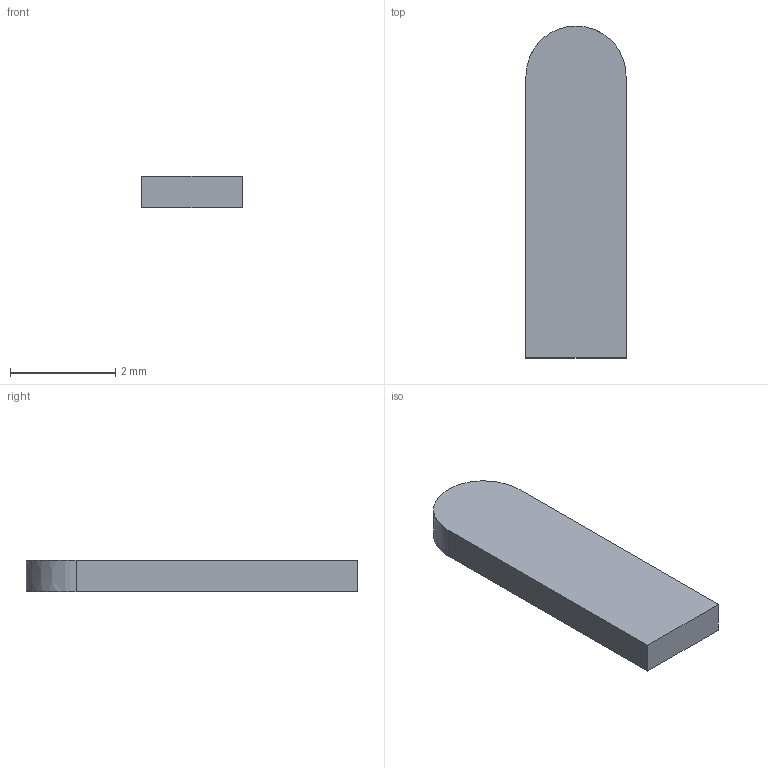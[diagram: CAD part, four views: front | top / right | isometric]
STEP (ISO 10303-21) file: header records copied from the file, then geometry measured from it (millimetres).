
FILE_DESCRIPTION(('Creo Elements/Direct Modeling STEP Export'),'2;1');
FILE_NAME('model.stp','2020-05-26T10:31:26',(''),(''),'Creo Elements/Direct Modeling STEP processor for AP214 (Solid Model)','Creo Elements/Direct Modeling 20.1A 29-Sep-2018 (C) Parametric Technology GmbH','');
FILE_SCHEMA(('AUTOMOTIVE_DESIGN { 1 0 10303 214 1 1 1 1 }'));
Length unit declared in the file: millimetre
Products named in the file (2): CP_MC_0_5.1
Assembly tree (1 placements, depth 2):
  CP_MC_0_5.1
    CP_MC_0_5.1
Bounding box: 1.9 x 6.3 x 0.6 mm (x, y, z)
Volume: 6.9 mm3; surface area: 32.5 mm2
Topology: 1 solids, 1 shells, 7 faces, 15 edges, 10 vertices
Faces by surface type: plane 5, bspline 2
Entity records: 500 total; most frequent: CARTESIAN_POINT 256, ORIENTED_EDGE 30, DIRECTION 25, EDGE_CURVE 15, VECTOR 11, LINE 11, VERTEX_POINT 10, COLOUR_RGB 8
